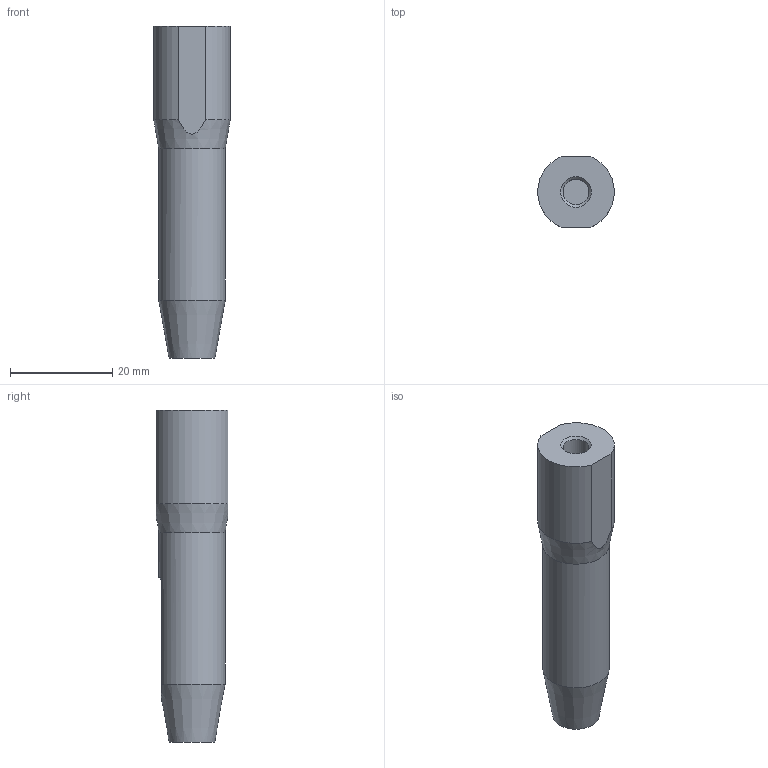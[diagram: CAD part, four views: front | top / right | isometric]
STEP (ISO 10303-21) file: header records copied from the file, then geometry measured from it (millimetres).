
FILE_DESCRIPTION(/* description */ (''),/* implementation_level */ '2;1');
FILE_NAME(/* name */ 'twistMotorToDopShaft_v8.step',/* time_stamp */ '2025-10-02T16:43:40-07:00',/* author */ (''),/* organization */ (''),/* preprocessor_version */ 'ST-DEVELOPER v20.1',/* originating_system */ 'Autodesk Translation Framework v14.17.0.0',/* authorisation */ '');
FILE_SCHEMA (('AUTOMOTIVE_DESIGN { 1 0 10303 214 3 1 1 }'));
Length unit declared in the file: millimetre
Products named in the file (1): 2025-06-25-00-13-57-980
Bounding box: 15 x 14 x 65 mm (x, y, z)
Volume: 7557.4 mm3; surface area: 3985.4 mm2
Topology: 1 solids, 1 shells, 30 faces, 77 edges, 51 vertices
Faces by surface type: cylinder 10, cone 9, plane 7, bspline 4
Full cylindrical faces by diameter (mm): 2 x1, 3.332 x4, 5.01 x1, 6.02 x1, 13 x1
Entity records: 1289 total; most frequent: CARTESIAN_POINT 523, ORIENTED_EDGE 154, DIRECTION 138, EDGE_CURVE 77, AXIS2_PLACEMENT_3D 54, VERTEX_POINT 51, EDGE_LOOP 42, FACE_OUTER_BOUND 30
